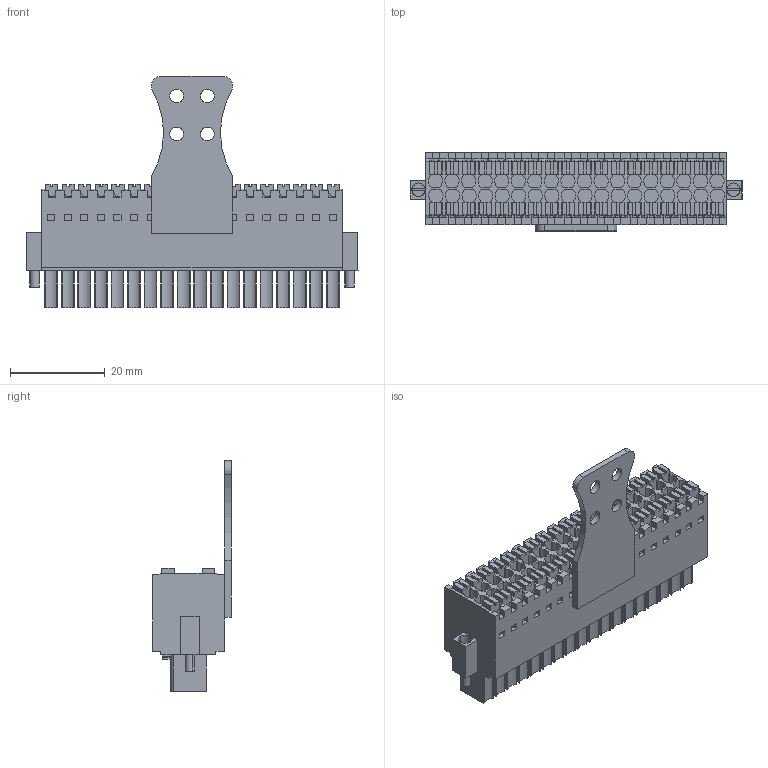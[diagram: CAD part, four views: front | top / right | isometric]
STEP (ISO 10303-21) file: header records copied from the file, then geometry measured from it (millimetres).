
FILE_DESCRIPTION(('CATIA V5R24 STEP','CAx-IF Rec.Pracs.--- Model Styling and Organization---1.2---2011-12-15'),'2;1');
FILE_NAME ('D1461668_0', '2017-12-08T12:03:04+00:00', ('Weidmueller Interface'), ('Weidmueller'), 'CATIA Version 5-6 Release 2014 SP4 HF52', 'CATIA V5 STEP AP214', 'none');
FILE_SCHEMA(('AUTOMOTIVE_DESIGN { 1 0 10303 214 1 1 1 1 }'));
Products named in the file (1): 2054720000
Bounding box: 70.15 x 16.55 x 48.85 mm (x, y, z)
Volume: 18456.2 mm3; surface area: 14869.7 mm2
Topology: 40 solids, 40 shells, 2106 faces, 5822 edges, 3890 vertices
Faces by surface type: plane 1970, cylinder 136
Entity records: 63818 total; most frequent: ORIENTED_EDGE 11644, CARTESIAN_POINT 11186, DIRECTION 8346, EDGE_CURVE 5822, VECTOR 5366, LINE 5366, VERTEX_POINT 3890, EDGE_LOOP 2212
